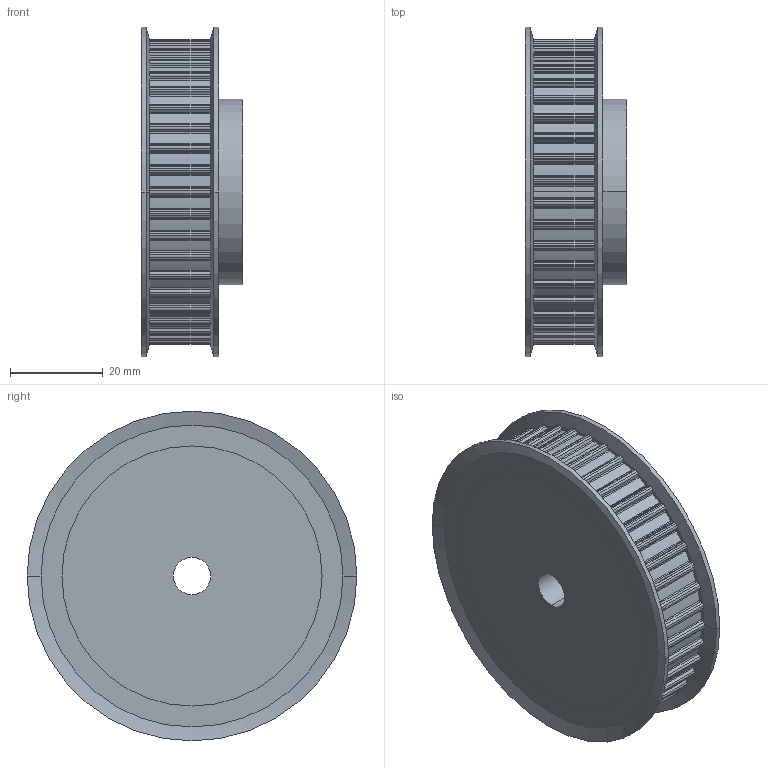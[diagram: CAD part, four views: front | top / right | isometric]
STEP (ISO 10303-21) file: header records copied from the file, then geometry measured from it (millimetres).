
FILE_DESCRIPTION(('HOOPS Exchange Step'),'2;1');
FILE_NAME('export-6A060FE2-67EF-4C1C-A9B7-4486AD1EA0F9.stp','2024-01-30T18:09:50+01:00',('Engineering'),('Alibre'),'HOOPS Exchange 2021.0','Alibre','Unknown authorisation');
FILE_SCHEMA( ('AP242_MANAGED_MODEL_BASED_3D_ENGINEERING_MIM_LF {1 0 10303 442 1 1 4 }') );
Length unit declared in the file: millimetre
Products named in the file (3): 6577-1 AT5 Pulley 21-AT5 Z=42 for 10mm wide belts BODY; 6577-2 AT5 Pulley 21-AT5 Z=42 for 10mm wide belts FLANGE; 6577 AT5 Pulley 21-AT5 Z=42 for 10mm wide belts
Assembly tree (3 placements, depth 2):
  6577 AT5 Pulley 21-AT5 Z=42 for 10mm wide belts
    6577-1 AT5 Pulley 21-AT5 Z=42 for 10mm wide belts BODY
    6577-2 AT5 Pulley 21-AT5 Z=42 for 10mm wide belts FLANGE  x2
Bounding box: 21.8 x 71 x 71 mm (x, y, z)
Volume: 56390.9 mm3; surface area: 18161 mm2
Topology: 3 solids, 3 shells, 435 faces, 1270 edges, 844 vertices
Faces by surface type: cylinder 334, plane 93, cone 8
Entity records: 14619 total; most frequent: DIRECTION 2782, CARTESIAN_POINT 2516, ORIENTED_EDGE 2500, EDGE_CURVE 1250, AXIS2_PLACEMENT_3D 1098, VERTEX_POINT 832, CIRCLE 664, VECTOR 586
